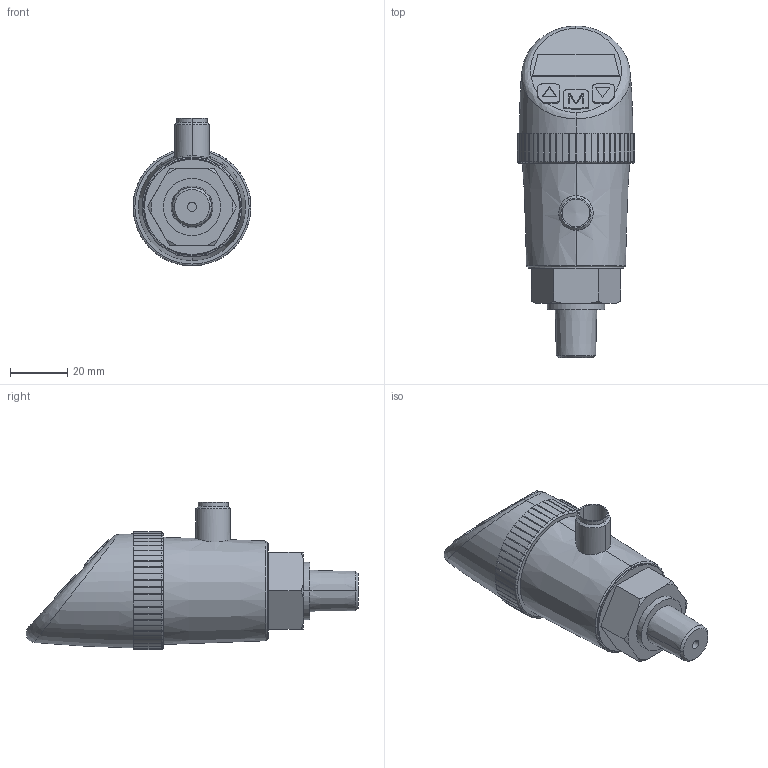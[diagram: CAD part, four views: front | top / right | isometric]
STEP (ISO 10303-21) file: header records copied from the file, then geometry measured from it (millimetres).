
FILE_DESCRIPTION((''),'2;1');
FILE_NAME('ILC70740370','2021-02-23T',('Asawyer'),(''),'PRO/ENGINEER BY PARAMETRIC TECHNOLOGY CORPORATION, 2013320','PRO/ENGINEER BY PARAMETRIC TECHNOLOGY CORPORATION, 2013320','');
FILE_SCHEMA(('CONFIG_CONTROL_DESIGN'));
Length unit declared in the file: inch
Products named in the file (1): ILC70740370
Bounding box: 41.15 x 115.86 x 51.56 mm (x, y, z)
Volume: 91244 mm3; surface area: 14341.8 mm2
Topology: 1 solids, 1 shells, 224 faces, 606 edges, 398 vertices
Faces by surface type: cylinder 144, plane 57, cone 15, torus 4, revolution 2, bspline 2
Entity records: 8692 total; most frequent: CARTESIAN_POINT 2994, ORIENTED_EDGE 1212, DIRECTION 1184, EDGE_CURVE 606, AXIS2_PLACEMENT_3D 464, VERTEX_POINT 398, VECTOR 254, LINE 254
